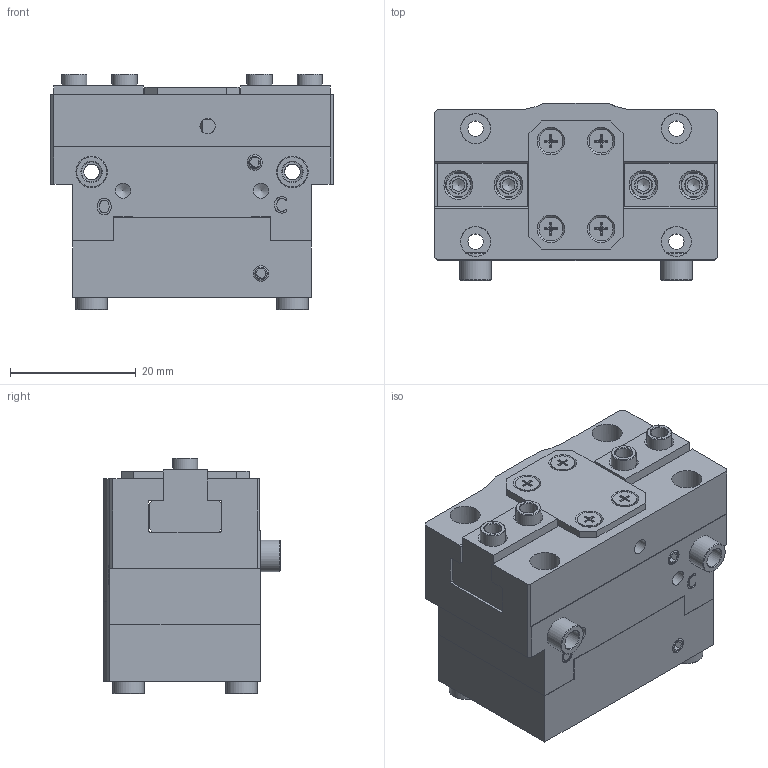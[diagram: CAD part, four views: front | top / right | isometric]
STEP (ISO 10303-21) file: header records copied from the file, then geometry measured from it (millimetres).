
FILE_DESCRIPTION(/* description */ ('ASSIEME CORSA 2.5 mm SICUREZZA CHIUSURA'),/* implementation_level */ '2;1');
FILE_NAME(/* name */ 'OPP-40 C1 MC.stp',/* time_stamp */ '2021-02-05T09:08:10+01:00',/* author */ ('e.orio2'),/* organization */ (''),/* preprocessor_version */ 'ST-DEVELOPER v17',/* originating_system */ 'Autodesk Inventor 2019',/* authorisation */ '');
FILE_SCHEMA (('AUTOMOTIVE_DESIGN { 1 0 10303 214 3 1 1 }'));
Length unit declared in the file: millimetre
Products named in the file (12): OPP-40-C1-MA-CLIENTE; ISO 4762  - M2,5 x 10; DIN 913 - M2 x 3; DIN 913 - M3 x 3; BOCCOLA 5H7L4.4; MAGNETE Ø4x2; BOCCOLA 4H7L4; OPP-40-CORPO-cliente; PZP-40-GRIFFA-CLIENTE; PGP-40-COPERCHIO; PGP-40-FONDELLO-MC-MA-CLIENTE; ISO 7046-1  - M2 x 5 - 4.8 - H
Assembly tree (31 placements, depth 2):
  OPP-40-C1-MA-CLIENTE
    DIN 913 - M3 x 3  x4
    DIN 913 - M2 x 3  x2
    ISO 4762  - M2,5 x 10  x4
    BOCCOLA 5H7L4.4  x6
    MAGNETE Ø4x2  x2
    BOCCOLA 4H7L4  x4
    OPP-40-CORPO-cliente
    PZP-40-GRIFFA-CLIENTE  x2
    PGP-40-COPERCHIO
    PGP-40-FONDELLO-MC-MA-CLIENTE
    ISO 7046-1  - M2 x 5 - 4.8 - H  x4
Bounding box: 45 x 28.2 x 37.6 mm (x, y, z)
Volume: 28672.3 mm3; surface area: 18956.8 mm2
Topology: 31 solids, 31 shells, 735 faces, 2008 edges, 1358 vertices
Faces by surface type: plane 325, cylinder 164, cone 154, bspline 60, torus 32
Full cylindrical faces by diameter (mm): 1.567 x6, 1.6 x1, 1.755 x4, 2 x7, 2.013 x12, 2.4 x4, 2.459 x11, 2.5 x10, 2.7 x4, 2.8 x4, 3 x8, 3.2 x10, 3.8 x4, 4 x10, 4.5 x4, 4.8 x14, 5 x14
Entity records: 16349 total; most frequent: CARTESIAN_POINT 3934, ORIENTED_EDGE 2518, DIRECTION 2379, EDGE_CURVE 1259, VERTEX_POINT 876, AXIS2_PLACEMENT_3D 874, LINE 631, VECTOR 631
